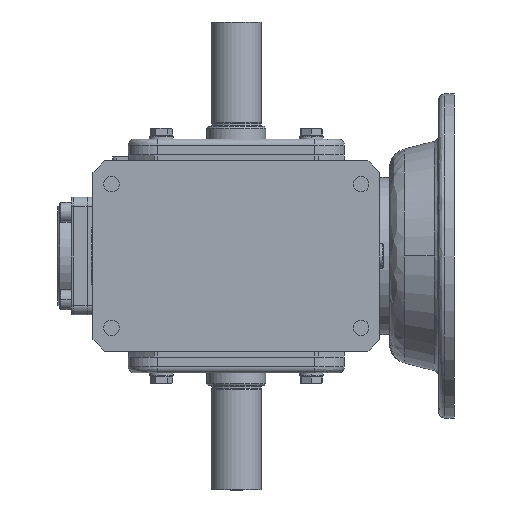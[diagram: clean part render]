
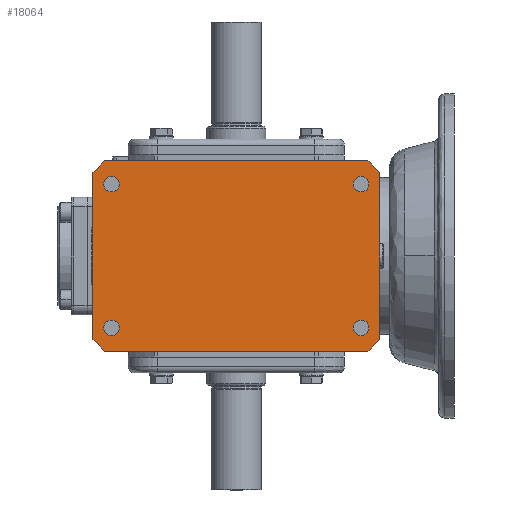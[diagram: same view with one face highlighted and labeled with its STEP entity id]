
A CAD part, front view. The second image highlights one B-rep face of the part: STEP entity #18064.
In plain terms, the highlighted planar face has unit normal (0, -1, 0).
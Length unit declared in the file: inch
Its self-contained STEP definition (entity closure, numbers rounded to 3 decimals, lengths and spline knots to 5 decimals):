
#354 = CARTESIAN_POINT ( 'NONE',  ( -2.5, -2.2811, 1.59621 ) ) ;
#385 = CARTESIAN_POINT ( 'NONE',  ( -2.6378, -2.2811, -1.90945 ) ) ;
#720 = DIRECTION ( 'NONE',  ( -0.707, 0., 0.707 ) ) ;
#835 = AXIS2_PLACEMENT_3D ( 'NONE', #8046, #20016, #9843 ) ;
#838 = CARTESIAN_POINT ( 'NONE',  ( -2.6378, -2.2811, 1.90945 ) ) ;
#996 = CIRCLE ( 'NONE', #4346, 0.15625 ) ;
#1073 = LINE ( 'NONE', #838, #13043 ) ;
#1201 = ORIENTED_EDGE ( 'NONE', *, *, #14013, .T. ) ;
#1305 = CARTESIAN_POINT ( 'NONE',  ( 2.5, -2.2811, 1.43996 ) ) ;
#1346 = EDGE_CURVE ( 'NONE', #11747, #14667, #996, .T. ) ;
#1745 = LINE ( 'NONE', #18090, #10588 ) ;
#2228 = CARTESIAN_POINT ( 'NONE',  ( 2.5, -2.2811, -1.43996 ) ) ;
#2328 = CARTESIAN_POINT ( 'NONE',  ( 2.5, -2.2811, 1.43996 ) ) ;
#2386 = EDGE_CURVE ( 'NONE', #14667, #11747, #5954, .T. ) ;
#2418 = EDGE_CURVE ( 'NONE', #3420, #11534, #13528, .T. ) ;
#2538 = VERTEX_POINT ( 'NONE', #20814 ) ;
#2641 = VERTEX_POINT ( 'NONE', #10929 ) ;
#2838 = DIRECTION ( 'NONE',  ( 0., -1., 0. ) ) ;
#2894 = VECTOR ( 'NONE', #7744, 39.37008 ) ;
#2912 = EDGE_CURVE ( 'NONE', #5617, #10654, #19629, .T. ) ;
#3039 = EDGE_CURVE ( 'NONE', #11534, #3420, #10041, .T. ) ;
#3072 = DIRECTION ( 'NONE',  ( 0., 0., -1. ) ) ;
#3101 = FACE_BOUND ( 'NONE', #7752, .T. ) ;
#3172 = CIRCLE ( 'NONE', #7892, 0.15625 ) ;
#3220 = AXIS2_PLACEMENT_3D ( 'NONE', #6437, #18470, #8193 ) ;
#3420 = VERTEX_POINT ( 'NONE', #19228 ) ;
#3426 = EDGE_CURVE ( 'NONE', #20244, #21941, #13233, .T. ) ;
#3530 = ORIENTED_EDGE ( 'NONE', *, *, #3426, .T. ) ;
#3532 = AXIS2_PLACEMENT_3D ( 'NONE', #1305, #13505, #3072 ) ;
#3592 = CARTESIAN_POINT ( 'NONE',  ( 2.6378, -2.2811, -1.90945 ) ) ;
#3598 = VERTEX_POINT ( 'NONE', #14839 ) ;
#3669 = FACE_BOUND ( 'NONE', #18202, .T. ) ;
#3831 = CARTESIAN_POINT ( 'NONE',  ( 2.5, -2.2811, -1.43996 ) ) ;
#4031 = DIRECTION ( 'NONE',  ( 0., 0., -1. ) ) ;
#4104 = ORIENTED_EDGE ( 'NONE', *, *, #2418, .T. ) ;
#4116 = DIRECTION ( 'NONE',  ( 0., 0., -1. ) ) ;
#4120 = ORIENTED_EDGE ( 'NONE', *, *, #22070, .T. ) ;
#4346 = AXIS2_PLACEMENT_3D ( 'NONE', #19845, #9645, #21536 ) ;
#4348 = AXIS2_PLACEMENT_3D ( 'NONE', #13300, #2838, #20094 ) ;
#5336 = CARTESIAN_POINT ( 'NONE',  ( -2.5, -2.2811, 1.28371 ) ) ;
#5361 = EDGE_CURVE ( 'NONE', #21941, #17050, #10345, .T. ) ;
#5574 = DIRECTION ( 'NONE',  ( 0., 0., -1. ) ) ;
#5617 = VERTEX_POINT ( 'NONE', #7001 ) ;
#5632 = CARTESIAN_POINT ( 'NONE',  ( 2.87402, -2.2811, 1.67323 ) ) ;
#5954 = CIRCLE ( 'NONE', #835, 0.15625 ) ;
#6198 = ORIENTED_EDGE ( 'NONE', *, *, #12003, .T. ) ;
#6437 = CARTESIAN_POINT ( 'NONE',  ( -2.5, -2.2811, -1.43996 ) ) ;
#7001 = CARTESIAN_POINT ( 'NONE',  ( 2.5, -2.2811, 1.59621 ) ) ;
#7002 = VERTEX_POINT ( 'NONE', #11082 ) ;
#7581 = LINE ( 'NONE', #19740, #2894 ) ;
#7742 = CARTESIAN_POINT ( 'NONE',  ( -2.87402, -2.2811, 1.90945 ) ) ;
#7744 = DIRECTION ( 'NONE',  ( 0., 0., -1. ) ) ;
#7752 = EDGE_LOOP ( 'NONE', ( #8142, #4104 ) ) ;
#7767 = FACE_OUTER_BOUND ( 'NONE', #18523, .T. ) ;
#7892 = AXIS2_PLACEMENT_3D ( 'NONE', #2228, #14426, #4031 ) ;
#7995 = CIRCLE ( 'NONE', #18551, 0.15625 ) ;
#8046 = CARTESIAN_POINT ( 'NONE',  ( -2.5, -2.2811, 1.43996 ) ) ;
#8142 = ORIENTED_EDGE ( 'NONE', *, *, #3039, .T. ) ;
#8193 = DIRECTION ( 'NONE',  ( 0., 0., -1. ) ) ;
#8591 = ORIENTED_EDGE ( 'NONE', *, *, #21145, .T. ) ;
#8615 = VECTOR ( 'NONE', #12495, 39.37008 ) ;
#9524 = CARTESIAN_POINT ( 'NONE',  ( 2.5, -2.2811, 1.28371 ) ) ;
#9581 = EDGE_CURVE ( 'NONE', #10654, #5617, #7995, .T. ) ;
#9645 = DIRECTION ( 'NONE',  ( 0., 1., 0. ) ) ;
#9660 = EDGE_LOOP ( 'NONE', ( #12406, #15349 ) ) ;
#9843 = DIRECTION ( 'NONE',  ( 0., 0., -1. ) ) ;
#10041 = CIRCLE ( 'NONE', #11756, 0.15625 ) ;
#10124 = ORIENTED_EDGE ( 'NONE', *, *, #15454, .T. ) ;
#10345 = LINE ( 'NONE', #11273, #14642 ) ;
#10528 = CARTESIAN_POINT ( 'NONE',  ( -2.5, -2.2811, -1.43996 ) ) ;
#10567 = ORIENTED_EDGE ( 'NONE', *, *, #2912, .T. ) ;
#10588 = VECTOR ( 'NONE', #720, 39.37008 ) ;
#10654 = VERTEX_POINT ( 'NONE', #9524 ) ;
#10929 = CARTESIAN_POINT ( 'NONE',  ( -2.6378, -2.2811, 1.90945 ) ) ;
#10961 = AXIS2_PLACEMENT_3D ( 'NONE', #3831, #15957, #5574 ) ;
#11025 = ORIENTED_EDGE ( 'NONE', *, *, #9581, .T. ) ;
#11082 = CARTESIAN_POINT ( 'NONE',  ( 2.5, -2.2811, -1.59621 ) ) ;
#11273 = CARTESIAN_POINT ( 'NONE',  ( -2.87402, -2.2811, -1.90945 ) ) ;
#11534 = VERTEX_POINT ( 'NONE', #18521 ) ;
#11559 = CARTESIAN_POINT ( 'NONE',  ( 2.5, -2.2811, -1.28371 ) ) ;
#11747 = VERTEX_POINT ( 'NONE', #5336 ) ;
#11756 = AXIS2_PLACEMENT_3D ( 'NONE', #10528, #22364, #12245 ) ;
#11788 = EDGE_CURVE ( 'NONE', #20269, #7002, #14780, .T. ) ;
#12003 = EDGE_CURVE ( 'NONE', #3598, #20993, #17713, .T. ) ;
#12122 = VECTOR ( 'NONE', #18770, 39.37008 ) ;
#12245 = DIRECTION ( 'NONE',  ( 0., 0., -1. ) ) ;
#12406 = ORIENTED_EDGE ( 'NONE', *, *, #1346, .T. ) ;
#12495 = DIRECTION ( 'NONE',  ( 0.707, 0., -0.707 ) ) ;
#12934 = FACE_BOUND ( 'NONE', #21609, .T. ) ;
#13043 = VECTOR ( 'NONE', #13078, 39.37008 ) ;
#13078 = DIRECTION ( 'NONE',  ( -0.707, 0., -0.707 ) ) ;
#13233 = LINE ( 'NONE', #17530, #8615 ) ;
#13300 = CARTESIAN_POINT ( 'NONE',  ( -2.87402, -2.2811, 2.1063 ) ) ;
#13505 = DIRECTION ( 'NONE',  ( 0., 1., 0. ) ) ;
#13528 = CIRCLE ( 'NONE', #3220, 0.15625 ) ;
#14013 = EDGE_CURVE ( 'NONE', #2641, #17853, #1073, .T. ) ;
#14426 = DIRECTION ( 'NONE',  ( 0., 1., 0. ) ) ;
#14497 = DIRECTION ( 'NONE',  ( 0., 1., 0. ) ) ;
#14642 = VECTOR ( 'NONE', #19715, 39.37008 ) ;
#14667 = VERTEX_POINT ( 'NONE', #354 ) ;
#14780 = CIRCLE ( 'NONE', #10961, 0.15625 ) ;
#14839 = CARTESIAN_POINT ( 'NONE',  ( 2.87402, -2.2811, -1.67323 ) ) ;
#15349 = ORIENTED_EDGE ( 'NONE', *, *, #2386, .T. ) ;
#15454 = EDGE_CURVE ( 'NONE', #7002, #20269, #3172, .T. ) ;
#15689 = EDGE_CURVE ( 'NONE', #17050, #3598, #17549, .T. ) ;
#15957 = DIRECTION ( 'NONE',  ( 0., 1., 0. ) ) ;
#16086 = ORIENTED_EDGE ( 'NONE', *, *, #11788, .T. ) ;
#16536 = CARTESIAN_POINT ( 'NONE',  ( -2.87402, -2.2811, -1.67323 ) ) ;
#16713 = PLANE ( 'NONE',  #4348 ) ;
#17012 = VECTOR ( 'NONE', #21918, 39.37008 ) ;
#17050 = VERTEX_POINT ( 'NONE', #3592 ) ;
#17153 = CARTESIAN_POINT ( 'NONE',  ( 2.87402, -2.2811, 2.1063 ) ) ;
#17343 = EDGE_CURVE ( 'NONE', #20993, #2538, #1745, .T. ) ;
#17530 = CARTESIAN_POINT ( 'NONE',  ( -2.87402, -2.2811, -1.67323 ) ) ;
#17549 = LINE ( 'NONE', #20243, #17012 ) ;
#17713 = LINE ( 'NONE', #17153, #12122 ) ;
#17853 = VERTEX_POINT ( 'NONE', #19470 ) ;
#18064 = ADVANCED_FACE ( 'NONE', ( #7767, #3101, #21405, #3669, #12934 ), #16713, .T. ) ;
#18090 = CARTESIAN_POINT ( 'NONE',  ( 2.87402, -2.2811, 1.67323 ) ) ;
#18192 = ORIENTED_EDGE ( 'NONE', *, *, #5361, .T. ) ;
#18202 = EDGE_LOOP ( 'NONE', ( #11025, #10567 ) ) ;
#18470 = DIRECTION ( 'NONE',  ( 0., 1., 0. ) ) ;
#18521 = CARTESIAN_POINT ( 'NONE',  ( -2.5, -2.2811, -1.59621 ) ) ;
#18523 = EDGE_LOOP ( 'NONE', ( #8591, #3530, #18192, #19545, #6198, #21212, #4120, #1201 ) ) ;
#18551 = AXIS2_PLACEMENT_3D ( 'NONE', #2328, #14497, #4116 ) ;
#18770 = DIRECTION ( 'NONE',  ( 0., 0., 1. ) ) ;
#19228 = CARTESIAN_POINT ( 'NONE',  ( -2.5, -2.2811, -1.28371 ) ) ;
#19332 = LINE ( 'NONE', #7742, #19849 ) ;
#19470 = CARTESIAN_POINT ( 'NONE',  ( -2.87402, -2.2811, 1.67323 ) ) ;
#19545 = ORIENTED_EDGE ( 'NONE', *, *, #15689, .T. ) ;
#19629 = CIRCLE ( 'NONE', #3532, 0.15625 ) ;
#19715 = DIRECTION ( 'NONE',  ( 1., 0., 0. ) ) ;
#19738 = DIRECTION ( 'NONE',  ( -1., 0., 0. ) ) ;
#19740 = CARTESIAN_POINT ( 'NONE',  ( -2.87402, -2.2811, 2.1063 ) ) ;
#19845 = CARTESIAN_POINT ( 'NONE',  ( -2.5, -2.2811, 1.43996 ) ) ;
#19849 = VECTOR ( 'NONE', #19738, 39.37008 ) ;
#20016 = DIRECTION ( 'NONE',  ( 0., 1., 0. ) ) ;
#20094 = DIRECTION ( 'NONE',  ( 1., 0., 0. ) ) ;
#20243 = CARTESIAN_POINT ( 'NONE',  ( 2.6378, -2.2811, -1.90945 ) ) ;
#20244 = VERTEX_POINT ( 'NONE', #16536 ) ;
#20269 = VERTEX_POINT ( 'NONE', #11559 ) ;
#20814 = CARTESIAN_POINT ( 'NONE',  ( 2.6378, -2.2811, 1.90945 ) ) ;
#20993 = VERTEX_POINT ( 'NONE', #5632 ) ;
#21145 = EDGE_CURVE ( 'NONE', #17853, #20244, #7581, .T. ) ;
#21212 = ORIENTED_EDGE ( 'NONE', *, *, #17343, .T. ) ;
#21405 = FACE_BOUND ( 'NONE', #9660, .T. ) ;
#21536 = DIRECTION ( 'NONE',  ( 0., 0., -1. ) ) ;
#21609 = EDGE_LOOP ( 'NONE', ( #10124, #16086 ) ) ;
#21918 = DIRECTION ( 'NONE',  ( 0.707, 0., 0.707 ) ) ;
#21941 = VERTEX_POINT ( 'NONE', #385 ) ;
#22070 = EDGE_CURVE ( 'NONE', #2538, #2641, #19332, .T. ) ;
#22364 = DIRECTION ( 'NONE',  ( 0., 1., 0. ) ) ;
